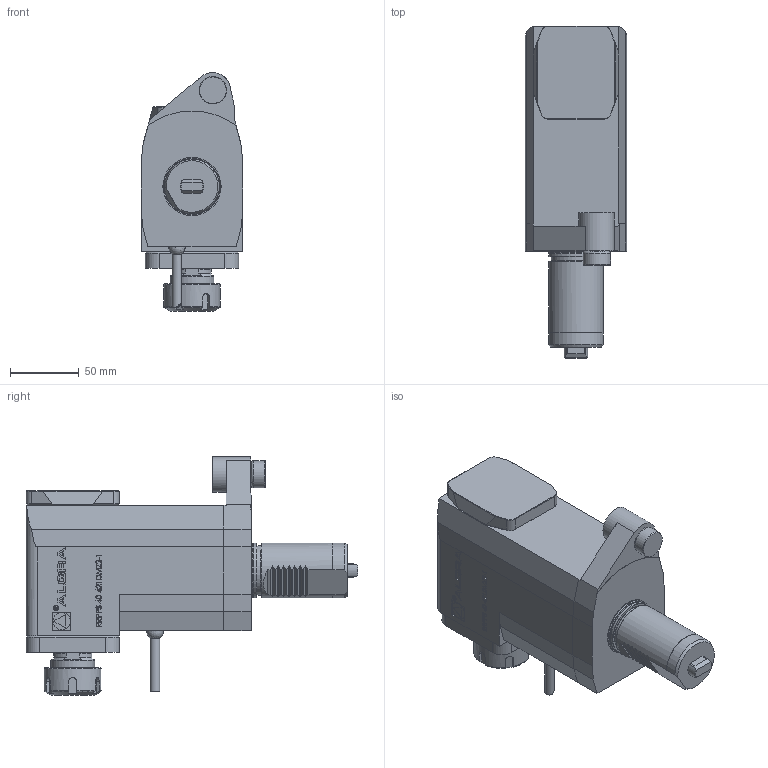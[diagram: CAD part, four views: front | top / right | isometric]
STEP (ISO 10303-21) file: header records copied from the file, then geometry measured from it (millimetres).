
FILE_DESCRIPTION (( 'STEP AP214' ), '1' );
FILE_NAME ('RRPPS40421DMZ2-1.STEP', '2023-01-31T16:57:28', ( '' ), ( '' ), 'SwSTEP 2.0', 'SolidWorks 2016', '' );
FILE_SCHEMA (( 'AUTOMOTIVE_DESIGN' ));
Length unit declared in the file: millimetre
Products named in the file (1): RRPPS40421DMZ2-1
Bounding box: 74 x 241.8 x 174.03 mm (x, y, z)
Volume: 1343240.3 mm3; surface area: 92451.5 mm2
Topology: 1 solids, 1 shells, 561 faces, 1477 edges, 971 vertices
Faces by surface type: plane 375, bspline 74, cylinder 70, cone 24, torus 17, sphere 1
Full cylindrical faces by diameter (mm): 3.4 x1, 4 x1, 4.2 x1, 7 x1, 12.733 x1, 15 x1, 20 x1, 26 x1, 32 x1, 36 x1, 39.6 x1, 40 x2, 41.5 x1
Entity records: 24165 total; most frequent: CARTESIAN_POINT 8882, ORIENTED_EDGE 2870, DIRECTION 2309, EDGE_CURVE 1435, VECTOR 987, LINE 987, VERTEX_POINT 958, AXIS2_PLACEMENT_3D 661
